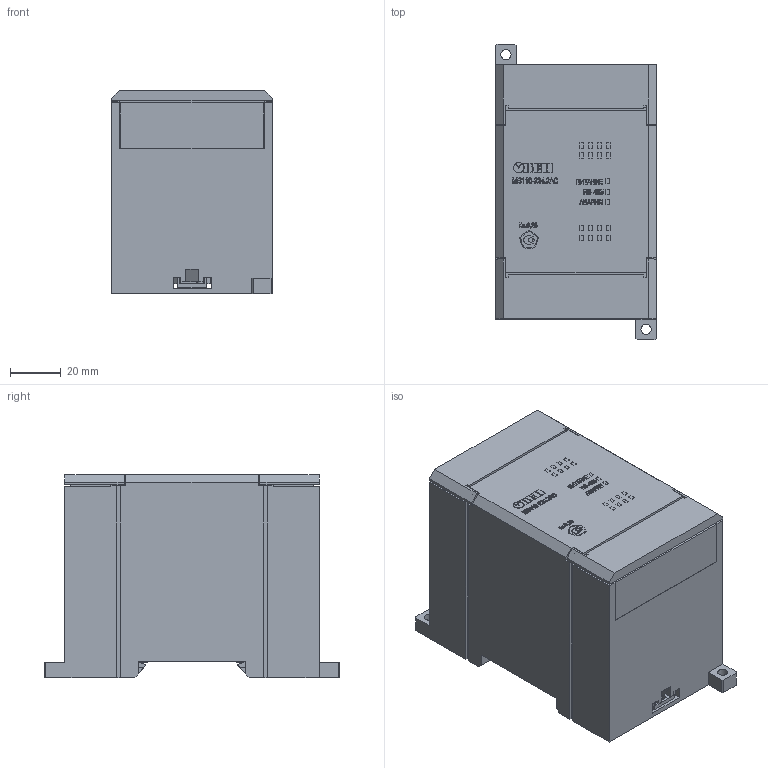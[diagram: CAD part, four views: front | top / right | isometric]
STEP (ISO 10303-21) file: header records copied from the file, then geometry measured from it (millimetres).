
FILE_DESCRIPTION (( 'STEP AP214' ), '1' );
FILE_NAME ('3D ìîäåëü ÌÂ110-224.2AC (Ì01).STEP', '2020-06-04T14:17:23', ( '' ), ( '' ), 'SwSTEP 2.0', 'SolidWorks 2015', '' );
FILE_SCHEMA (( 'AUTOMOTIVE_DESIGN' ));
Length unit declared in the file: millimetre
Products named in the file (6): ч蜱齁罻 沭110_00; Êîðïóñ ÌÂ110-224.2AC (Ì01); Êðûøêà Ìõ110 (Ì01); Ðîçåòêà ÌÕ-12 (Ì01); Çàùåëêà Din (M01); 3D ìîäåëü ÌÂ110-224.2AC (Ì01)
Assembly tree (7 placements, depth 2):
  3D ìîäåëü ÌÂ110-224.2AC (Ì01)
    Êîðïóñ ÌÂ110-224.2AC (Ì01)
    Çàùåëêà Din (M01)  x2
    Ðîçåòêà ÌÕ-12 (Ì01)
    Êðûøêà Ìõ110 (Ì01)  x2
    ч蜱齁罻 沭110_00
Bounding box: 63 x 115.81 x 79.73 mm (x, y, z)
Volume: 451616.2 mm3; surface area: 63244.8 mm2
Topology: 21 solids, 21 shells, 1512 faces, 4075 edges, 2710 vertices
Faces by surface type: plane 1206, bspline 156, cylinder 92, torus 32, cone 26
Full cylindrical faces by diameter (mm): 2 x8, 2.4 x4, 4 x2, 5.2 x12, 5.5 x2
Entity records: 62299 total; most frequent: CARTESIAN_POINT 16324, ORIENTED_EDGE 7484, DIRECTION 6046, EDGE_CURVE 3742, LINE 3010, VECTOR 3010, VERTEX_POINT 2504, EDGE_LOOP 1564
